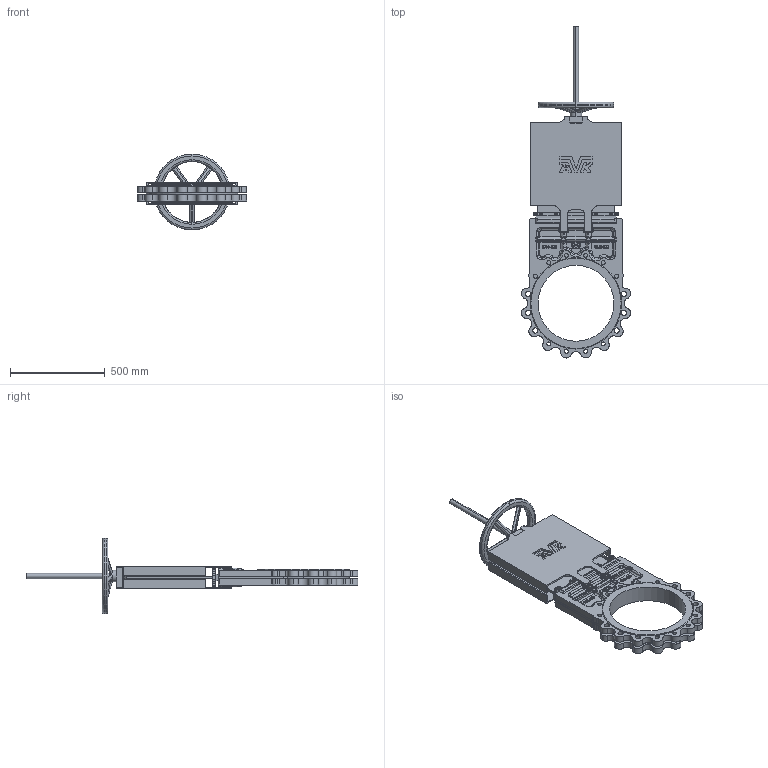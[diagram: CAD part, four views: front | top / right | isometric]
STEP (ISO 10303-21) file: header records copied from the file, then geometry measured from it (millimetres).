
FILE_DESCRIPTION (( 'STEP AP203' ), '1' );
FILE_NAME ('70240020034.STEP', '2017-04-05T08:38:45', ( '' ), ( '' ), 'SwSTEP 2.0', 'SolidWorks 2016', '' );
FILE_SCHEMA (( 'CONFIG_CONTROL_DESIGN' ));
Products named in the file (1): 70240020034
Bounding box: 575.82 x 1748.9 x 400 mm (x, y, z)
Volume: 24998720 mm3; surface area: 2719208.6 mm2
Topology: 1 solids, 1 shells, 1892 faces, 5078 edges, 3163 vertices
Faces by surface type: cylinder 777, plane 641, bspline 276, torus 160, sphere 36, cone 2
Entity records: 74570 total; most frequent: CARTESIAN_POINT 28427, ORIENTED_EDGE 9996, DIRECTION 9345, EDGE_CURVE 4998, AXIS2_PLACEMENT_3D 3394, VERTEX_POINT 3162, VECTOR 2557, LINE 2557
